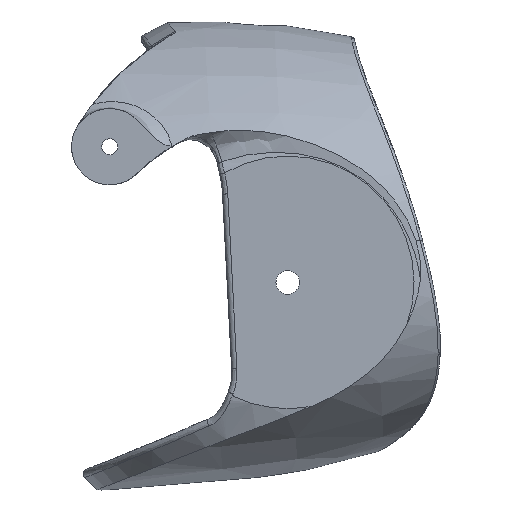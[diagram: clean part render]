
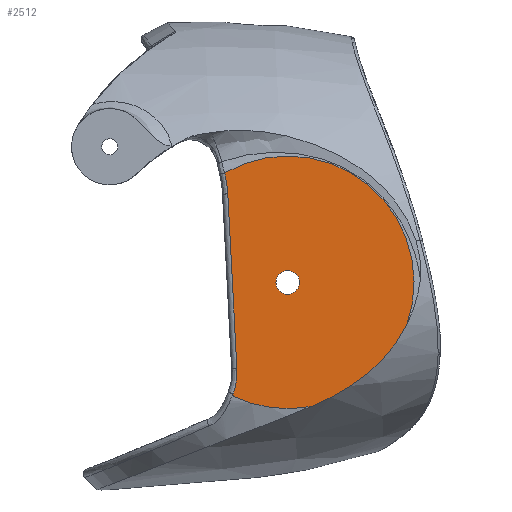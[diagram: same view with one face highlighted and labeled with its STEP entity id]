
A CAD part, front view. The second image highlights one B-rep face of the part: STEP entity #2512.
In plain terms, the highlighted planar face has unit normal (0, -1, 0).
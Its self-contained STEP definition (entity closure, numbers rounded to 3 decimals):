
#33=FACE_BOUND('',#629,.T.);
#63=PLANE('',#2725);
#191=B_SPLINE_CURVE_WITH_KNOTS('',3,(#4583,#4584,#4585,#4586,#4587,#4588,
#4589,#4590,#4591,#4592),.UNSPECIFIED.,.F.,.F.,(4,2,2,2,4),(0.654,
0.725,1.175,1.526,1.637),
 .UNSPECIFIED.);
#311=B_SPLINE_CURVE_WITH_KNOTS('',3,(#15596,#15597,#15598,#15599),
 .UNSPECIFIED.,.F.,.F.,(4,4),(-0.161,0.),
 .UNSPECIFIED.);
#312=B_SPLINE_CURVE_WITH_KNOTS('',3,(#15624,#15625,#15626,#15627),
 .UNSPECIFIED.,.F.,.F.,(4,4),(-0.202,0.),
 .UNSPECIFIED.);
#463=FACE_OUTER_BOUND('',#628,.T.);
#628=EDGE_LOOP('',(#2308,#2309,#2310,#2311,#2312,#2313,#2314));
#629=EDGE_LOOP('',(#2315));
#640=LINE('',#4168,#734);
#727=LINE('',#15571,#821);
#734=VECTOR('',#2777,10.);
#821=VECTOR('',#3198,10.);
#823=CIRCLE('',#2538,0.9);
#837=CIRCLE('',#2556,9.595);
#930=CIRCLE('',#2712,9.595);
#942=VERTEX_POINT('',#3209);
#980=VERTEX_POINT('',#4158);
#981=VERTEX_POINT('',#4165);
#982=VERTEX_POINT('',#4167);
#992=VERTEX_POINT('',#4578);
#1158=VERTEX_POINT('',#10377);
#1178=VERTEX_POINT('',#15567);
#1179=VERTEX_POINT('',#15569);
#1182=EDGE_CURVE('',#942,#942,#823,.T.);
#1235=EDGE_CURVE('',#981,#980,#837,.T.);
#1236=EDGE_CURVE('',#982,#981,#640,.T.);
#1248=EDGE_CURVE('',#992,#980,#191,.T.);
#1534=EDGE_CURVE('',#992,#1158,#930,.T.);
#1556=EDGE_CURVE('',#1179,#1178,#727,.T.);
#1557=EDGE_CURVE('',#1178,#1158,#311,.T.);
#1558=EDGE_CURVE('',#982,#1179,#312,.T.);
#2308=ORIENTED_EDGE('',*,*,#1557,.F.);
#2309=ORIENTED_EDGE('',*,*,#1556,.F.);
#2310=ORIENTED_EDGE('',*,*,#1558,.F.);
#2311=ORIENTED_EDGE('',*,*,#1236,.T.);
#2312=ORIENTED_EDGE('',*,*,#1235,.T.);
#2313=ORIENTED_EDGE('',*,*,#1248,.F.);
#2314=ORIENTED_EDGE('',*,*,#1534,.T.);
#2315=ORIENTED_EDGE('',*,*,#1182,.T.);
#2512=ADVANCED_FACE('',(#463,#33),#63,.F.);
#2538=AXIS2_PLACEMENT_3D('',#3211,#2734,#2735);
#2556=AXIS2_PLACEMENT_3D('',#4166,#2775,#2776);
#2712=AXIS2_PLACEMENT_3D('',#10942,#3173,#3174);
#2725=AXIS2_PLACEMENT_3D('',#15901,#3201,#3202);
#2734=DIRECTION('center_axis',(0.,1.,0.));
#2735=DIRECTION('ref_axis',(-1.,0.,0.));
#2775=DIRECTION('center_axis',(0.,-1.,0.));
#2776=DIRECTION('ref_axis',(1.,0.,0.));
#2777=DIRECTION('',(0.052,0.,-0.999));
#3173=DIRECTION('center_axis',(0.,-1.,0.));
#3174=DIRECTION('ref_axis',(1.,0.,0.));
#3198=DIRECTION('',(-0.052,0.,0.999));
#3201=DIRECTION('center_axis',(0.,1.,0.));
#3202=DIRECTION('ref_axis',(0.,0.,1.));
#3209=CARTESIAN_POINT('',(98.3,-136.,7.4));
#3211=CARTESIAN_POINT('Origin',(97.4,-136.,7.4));
#4158=CARTESIAN_POINT('',(99.175,-136.,-2.029));
#4165=CARTESIAN_POINT('',(93.247,-136.,-1.249));
#4166=CARTESIAN_POINT('Origin',(97.4,-136.,7.4));
#4167=CARTESIAN_POINT('',(93.239,-136.,-1.092));
#4168=CARTESIAN_POINT('',(92.831,-136.,6.681));
#4578=CARTESIAN_POINT('',(106.45,-136.,4.212));
#4583=CARTESIAN_POINT('Ctrl Pts',(106.45,-136.,4.212));
#4584=CARTESIAN_POINT('Ctrl Pts',(106.348,-136.,4.001));
#4585=CARTESIAN_POINT('Ctrl Pts',(106.239,-136.,3.793));
#4586=CARTESIAN_POINT('Ctrl Pts',(105.374,-136.,2.284));
#4587=CARTESIAN_POINT('Ctrl Pts',(104.343,-136.,1.168));
#4588=CARTESIAN_POINT('Ctrl Pts',(102.233,-136.,-0.485));
#4589=CARTESIAN_POINT('Ctrl Pts',(101.213,-136.,-1.096));
#4590=CARTESIAN_POINT('Ctrl Pts',(99.818,-136.,-1.759));
#4591=CARTESIAN_POINT('Ctrl Pts',(99.491,-136.,-1.901));
#4592=CARTESIAN_POINT('Ctrl Pts',(99.175,-136.,-2.029));
#10377=CARTESIAN_POINT('',(92.608,-136.,15.712));
#10942=CARTESIAN_POINT('Origin',(97.4,-136.,7.4));
#15567=CARTESIAN_POINT('',(92.842,-136.,14.118));
#15569=CARTESIAN_POINT('',(93.535,-136.,0.89));
#15571=CARTESIAN_POINT('',(93.231,-136.,6.702));
#15596=CARTESIAN_POINT('Ctrl Pts',(92.842,-136.,14.118));
#15597=CARTESIAN_POINT('Ctrl Pts',(92.814,-136.,14.655));
#15598=CARTESIAN_POINT('Ctrl Pts',(92.743,-136.,15.191));
#15599=CARTESIAN_POINT('Ctrl Pts',(92.608,-136.,15.712));
#15624=CARTESIAN_POINT('Ctrl Pts',(93.239,-136.,-1.092));
#15625=CARTESIAN_POINT('Ctrl Pts',(93.498,-136.,-0.47));
#15626=CARTESIAN_POINT('Ctrl Pts',(93.571,-136.,0.217));
#15627=CARTESIAN_POINT('Ctrl Pts',(93.535,-136.,0.89));
#15901=CARTESIAN_POINT('Origin',(87.842,-136.,8.236));
